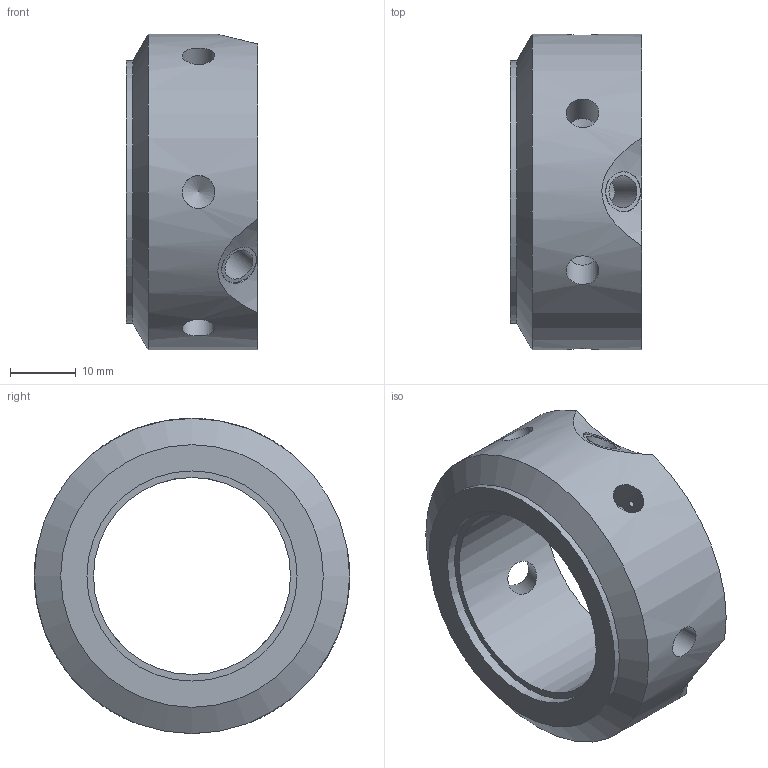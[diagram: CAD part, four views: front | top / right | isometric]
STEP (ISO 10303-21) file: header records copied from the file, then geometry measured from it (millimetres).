
FILE_DESCRIPTION((''),'2;1');
FILE_NAME('FKD FKNA30.stp','2014-02-27T08:43:36',('sugidesign'),(''),'Autodesk Inventor LT ','Autodesk Inventor LT ','');
FILE_SCHEMA(('CONFIG_CONTROL_DESIGN'));
Length unit declared in the file: millimetre
Products named in the file (1): FKD FKNA30
Bounding box: 20 x 48 x 48 mm (x, y, z)
Volume: 18657.7 mm3; surface area: 8046.4 mm2
Topology: 1 solids, 1 shells, 44 faces, 137 edges, 92 vertices
Faces by surface type: cylinder 25, cone 13, plane 6
Full cylindrical faces by diameter (mm): 4.3 x6, 4.917 x3, 5 x6, 6.1 x3, 30 x1, 32 x1, 40 x1, 48 x1
Entity records: 1728 total; most frequent: CARTESIAN_POINT 827, DIRECTION 164, ORIENTED_EDGE 128, EDGE_LOOP 103, AXIS2_PLACEMENT_3D 82, EDGE_CURVE 64, VERTEX_POINT 61, FACE_BOUND 59
